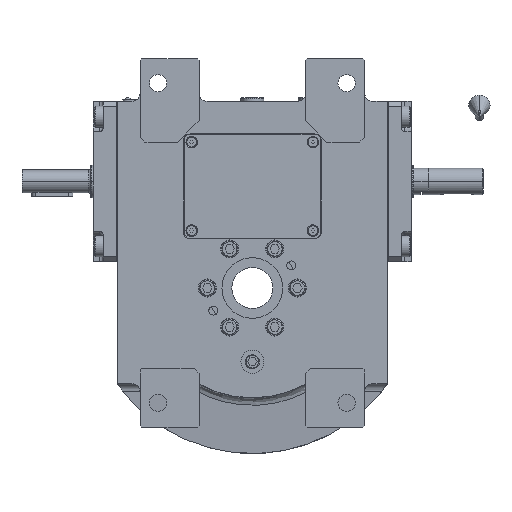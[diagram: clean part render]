
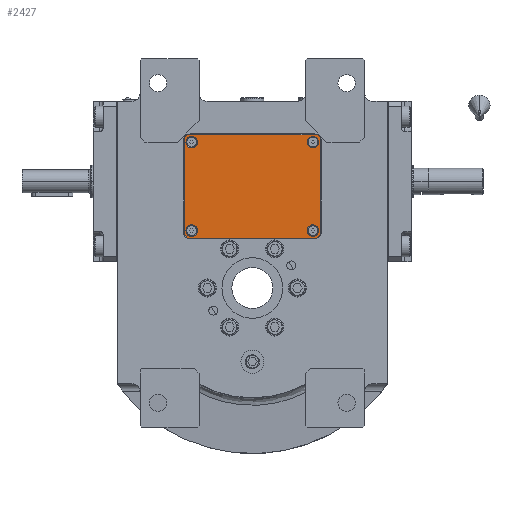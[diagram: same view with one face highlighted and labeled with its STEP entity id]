
A CAD part, front view. The second image highlights one B-rep face of the part: STEP entity #2427.
In plain terms, the highlighted face is planar.
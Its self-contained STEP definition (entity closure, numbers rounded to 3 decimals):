
#143 = ORIENTED_EDGE ( 'NONE', *, *, #27613, .F. ) ;
#1213 = DIRECTION ( 'NONE',  ( 0., 0., 1. ) ) ;
#1550 = VECTOR ( 'NONE', #53042, 1000. ) ;
#1698 = CARTESIAN_POINT ( 'NONE',  ( 39.5, 31.5, 3. ) ) ;
#2264 = FACE_OUTER_BOUND ( 'NONE', #33925, .T. ) ;
#2427 = ADVANCED_FACE ( 'NONE', ( #2264, #3648, #29664, #50771, #51813 ), #25098, .T. ) ;
#2586 = DIRECTION ( 'NONE',  ( 1., 0., 0. ) ) ;
#3139 = CARTESIAN_POINT ( 'NONE',  ( 33.5, -27., 3. ) ) ;
#3162 = CARTESIAN_POINT ( 'NONE',  ( -39.5, -31.5, 3. ) ) ;
#3648 = FACE_BOUND ( 'NONE', #42737, .T. ) ;
#3719 = ORIENTED_EDGE ( 'NONE', *, *, #32222, .T. ) ;
#4496 = LINE ( 'NONE', #26647, #53460 ) ;
#4874 = CARTESIAN_POINT ( 'NONE',  ( -40.5, 27., 3. ) ) ;
#5206 = VERTEX_POINT ( 'NONE', #1698 ) ;
#5243 = EDGE_CURVE ( 'NONE', #47363, #55444, #59825, .T. ) ;
#6834 = CARTESIAN_POINT ( 'NONE',  ( 37., 27., 3. ) ) ;
#7776 = ORIENTED_EDGE ( 'NONE', *, *, #64005, .T. ) ;
#7872 = DIRECTION ( 'NONE',  ( 1., 0., 0. ) ) ;
#8404 = LINE ( 'NONE', #44656, #22141 ) ;
#8534 = DIRECTION ( 'NONE',  ( 0., 0., 1. ) ) ;
#8718 = EDGE_CURVE ( 'NONE', #55444, #47363, #38070, .T. ) ;
#9320 = CIRCLE ( 'NONE', #18333, 3.5 ) ;
#10563 = CARTESIAN_POINT ( 'NONE',  ( -37., -27., 3. ) ) ;
#10954 = EDGE_CURVE ( 'NONE', #45390, #53188, #27178, .T. ) ;
#11155 = EDGE_CURVE ( 'NONE', #5206, #64009, #33283, .T. ) ;
#11613 = DIRECTION ( 'NONE',  ( 0., 0., 1. ) ) ;
#12886 = VERTEX_POINT ( 'NONE', #35279 ) ;
#12979 = VERTEX_POINT ( 'NONE', #32776 ) ;
#13122 = CARTESIAN_POINT ( 'NONE',  ( -41.5, -29.5, 3. ) ) ;
#13516 = CARTESIAN_POINT ( 'NONE',  ( 0., 0., 3. ) ) ;
#13561 = EDGE_LOOP ( 'NONE', ( #20977, #28226 ) ) ;
#17065 = VERTEX_POINT ( 'NONE', #37992 ) ;
#17070 = VERTEX_POINT ( 'NONE', #58749 ) ;
#17075 = EDGE_CURVE ( 'NONE', #17065, #40761, #64191, .T. ) ;
#17535 = CARTESIAN_POINT ( 'NONE',  ( 37., 27., 3. ) ) ;
#17746 = ORIENTED_EDGE ( 'NONE', *, *, #35167, .T. ) ;
#17894 = CARTESIAN_POINT ( 'NONE',  ( -37., 27., 3. ) ) ;
#18248 = AXIS2_PLACEMENT_3D ( 'NONE', #17535, #38972, #60440 ) ;
#18333 = AXIS2_PLACEMENT_3D ( 'NONE', #28941, #8534, #40553 ) ;
#18522 = ORIENTED_EDGE ( 'NONE', *, *, #59728, .F. ) ;
#18846 = VERTEX_POINT ( 'NONE', #4874 ) ;
#18922 = VECTOR ( 'NONE', #21923, 1000. ) ;
#19480 = DIRECTION ( 'NONE',  ( 0., 0., 1. ) ) ;
#20025 = ORIENTED_EDGE ( 'NONE', *, *, #67072, .T. ) ;
#20337 = DIRECTION ( 'NONE',  ( 0.707, -0.707, 0. ) ) ;
#20977 = ORIENTED_EDGE ( 'NONE', *, *, #10954, .F. ) ;
#21923 = DIRECTION ( 'NONE',  ( 0., -1., 0. ) ) ;
#22075 = EDGE_LOOP ( 'NONE', ( #43822, #18522 ) ) ;
#22141 = VECTOR ( 'NONE', #50945, 1000. ) ;
#22494 = CARTESIAN_POINT ( 'NONE',  ( -33.5, -27., 3. ) ) ;
#23215 = CARTESIAN_POINT ( 'NONE',  ( -39.5, -31.5, 3. ) ) ;
#24041 = LINE ( 'NONE', #60309, #45927 ) ;
#24850 = VERTEX_POINT ( 'NONE', #13122 ) ;
#25098 = PLANE ( 'NONE',  #30101 ) ;
#25622 = CARTESIAN_POINT ( 'NONE',  ( -39.5, 31.5, 3. ) ) ;
#26086 = AXIS2_PLACEMENT_3D ( 'NONE', #17894, #61472, #67089 ) ;
#26272 = EDGE_LOOP ( 'NONE', ( #143, #31109 ) ) ;
#26647 = CARTESIAN_POINT ( 'NONE',  ( -41.5, -29.5, 3. ) ) ;
#27178 = CIRCLE ( 'NONE', #58647, 3.5 ) ;
#27613 = EDGE_CURVE ( 'NONE', #40761, #17065, #35242, .T. ) ;
#28226 = ORIENTED_EDGE ( 'NONE', *, *, #53644, .F. ) ;
#28352 = DIRECTION ( 'NONE',  ( -1., 0., 0. ) ) ;
#28941 = CARTESIAN_POINT ( 'NONE',  ( -37., 27., 3. ) ) ;
#29313 = CARTESIAN_POINT ( 'NONE',  ( -37., -27., 3. ) ) ;
#29664 = FACE_BOUND ( 'NONE', #22075, .T. ) ;
#30101 = AXIS2_PLACEMENT_3D ( 'NONE', #13516, #19480, #7872 ) ;
#30562 = CIRCLE ( 'NONE', #26086, 3.5 ) ;
#30932 = EDGE_CURVE ( 'NONE', #12886, #12979, #8404, .T. ) ;
#31109 = ORIENTED_EDGE ( 'NONE', *, *, #17075, .F. ) ;
#31572 = CARTESIAN_POINT ( 'NONE',  ( -39.5, 31.5, 3. ) ) ;
#32222 = EDGE_CURVE ( 'NONE', #67052, #5206, #44408, .T. ) ;
#32290 = LINE ( 'NONE', #25622, #1550 ) ;
#32776 = CARTESIAN_POINT ( 'NONE',  ( 41.5, -29.5, 3. ) ) ;
#33283 = LINE ( 'NONE', #34311, #64271 ) ;
#33925 = EDGE_LOOP ( 'NONE', ( #62896, #3719, #65098, #17746, #20025, #7776, #53744, #47285 ) ) ;
#34055 = CARTESIAN_POINT ( 'NONE',  ( 33.5, 27., 3. ) ) ;
#34113 = CARTESIAN_POINT ( 'NONE',  ( 40.5, 27., 3. ) ) ;
#34311 = CARTESIAN_POINT ( 'NONE',  ( 39.5, 31.5, 3. ) ) ;
#35167 = EDGE_CURVE ( 'NONE', #64009, #17070, #32290, .T. ) ;
#35242 = CIRCLE ( 'NONE', #49843, 3.5 ) ;
#35279 = CARTESIAN_POINT ( 'NONE',  ( 39.5, -31.5, 3. ) ) ;
#37992 = CARTESIAN_POINT ( 'NONE',  ( -40.5, -27., 3. ) ) ;
#38070 = CIRCLE ( 'NONE', #52664, 3.5 ) ;
#38972 = DIRECTION ( 'NONE',  ( 0., 0., 1. ) ) ;
#40553 = DIRECTION ( 'NONE',  ( -1., 0., 0. ) ) ;
#40761 = VERTEX_POINT ( 'NONE', #22494 ) ;
#40794 = DIRECTION ( 'NONE',  ( 1., 0., 0. ) ) ;
#42274 = EDGE_CURVE ( 'NONE', #12979, #67052, #24041, .T. ) ;
#42327 = LINE ( 'NONE', #64136, #18922 ) ;
#42737 = EDGE_LOOP ( 'NONE', ( #57358, #54911 ) ) ;
#43822 = ORIENTED_EDGE ( 'NONE', *, *, #57378, .F. ) ;
#44399 = CARTESIAN_POINT ( 'NONE',  ( -33.5, 27., 3. ) ) ;
#44408 = LINE ( 'NONE', #54610, #60349 ) ;
#44455 = DIRECTION ( 'NONE',  ( 1., 0., 0. ) ) ;
#44656 = CARTESIAN_POINT ( 'NONE',  ( 39.5, -31.5, 3. ) ) ;
#45390 = VERTEX_POINT ( 'NONE', #69332 ) ;
#45702 = EDGE_CURVE ( 'NONE', #67682, #12886, #67524, .T. ) ;
#45927 = VECTOR ( 'NONE', #50762, 1000. ) ;
#47285 = ORIENTED_EDGE ( 'NONE', *, *, #30932, .T. ) ;
#47363 = VERTEX_POINT ( 'NONE', #34055 ) ;
#47698 = CARTESIAN_POINT ( 'NONE',  ( 37., -27., 3. ) ) ;
#48379 = VECTOR ( 'NONE', #40794, 1000. ) ;
#49843 = AXIS2_PLACEMENT_3D ( 'NONE', #29313, #1213, #44455 ) ;
#49920 = DIRECTION ( 'NONE',  ( 1., 0., 0. ) ) ;
#50415 = DIRECTION ( 'NONE',  ( 0., 0., 1. ) ) ;
#50762 = DIRECTION ( 'NONE',  ( 0., 1., 0. ) ) ;
#50771 = FACE_BOUND ( 'NONE', #13561, .T. ) ;
#50945 = DIRECTION ( 'NONE',  ( 0.707, 0.707, 0. ) ) ;
#51813 = FACE_BOUND ( 'NONE', #26272, .T. ) ;
#51825 = AXIS2_PLACEMENT_3D ( 'NONE', #10563, #11613, #59463 ) ;
#52503 = VERTEX_POINT ( 'NONE', #44399 ) ;
#52591 = CIRCLE ( 'NONE', #57130, 3.5 ) ;
#52609 = DIRECTION ( 'NONE',  ( 0., 0., 1. ) ) ;
#52664 = AXIS2_PLACEMENT_3D ( 'NONE', #6834, #50415, #2586 ) ;
#53042 = DIRECTION ( 'NONE',  ( -0.707, -0.707, 0. ) ) ;
#53188 = VERTEX_POINT ( 'NONE', #3139 ) ;
#53460 = VECTOR ( 'NONE', #20337, 1000. ) ;
#53644 = EDGE_CURVE ( 'NONE', #53188, #45390, #52591, .T. ) ;
#53744 = ORIENTED_EDGE ( 'NONE', *, *, #45702, .T. ) ;
#54610 = CARTESIAN_POINT ( 'NONE',  ( 41.5, 29.5, 3. ) ) ;
#54911 = ORIENTED_EDGE ( 'NONE', *, *, #5243, .F. ) ;
#55211 = DIRECTION ( 'NONE',  ( 0., 0., 1. ) ) ;
#55444 = VERTEX_POINT ( 'NONE', #34113 ) ;
#57130 = AXIS2_PLACEMENT_3D ( 'NONE', #47698, #52609, #57893 ) ;
#57358 = ORIENTED_EDGE ( 'NONE', *, *, #8718, .F. ) ;
#57378 = EDGE_CURVE ( 'NONE', #52503, #18846, #30562, .T. ) ;
#57893 = DIRECTION ( 'NONE',  ( -1., 0., 0. ) ) ;
#58647 = AXIS2_PLACEMENT_3D ( 'NONE', #59804, #55211, #49920 ) ;
#58749 = CARTESIAN_POINT ( 'NONE',  ( -41.5, 29.5, 3. ) ) ;
#59463 = DIRECTION ( 'NONE',  ( -1., 0., 0. ) ) ;
#59557 = CARTESIAN_POINT ( 'NONE',  ( 41.5, 29.5, 3. ) ) ;
#59728 = EDGE_CURVE ( 'NONE', #18846, #52503, #9320, .T. ) ;
#59804 = CARTESIAN_POINT ( 'NONE',  ( 37., -27., 3. ) ) ;
#59825 = CIRCLE ( 'NONE', #18248, 3.5 ) ;
#60309 = CARTESIAN_POINT ( 'NONE',  ( 41.5, -29.5, 3. ) ) ;
#60349 = VECTOR ( 'NONE', #65517, 1000. ) ;
#60440 = DIRECTION ( 'NONE',  ( -1., 0., 0. ) ) ;
#61472 = DIRECTION ( 'NONE',  ( 0., 0., 1. ) ) ;
#62896 = ORIENTED_EDGE ( 'NONE', *, *, #42274, .T. ) ;
#64005 = EDGE_CURVE ( 'NONE', #24850, #67682, #4496, .T. ) ;
#64009 = VERTEX_POINT ( 'NONE', #31572 ) ;
#64136 = CARTESIAN_POINT ( 'NONE',  ( -41.5, 29.5, 3. ) ) ;
#64191 = CIRCLE ( 'NONE', #51825, 3.5 ) ;
#64271 = VECTOR ( 'NONE', #28352, 1000. ) ;
#65098 = ORIENTED_EDGE ( 'NONE', *, *, #11155, .T. ) ;
#65517 = DIRECTION ( 'NONE',  ( -0.707, 0.707, 0. ) ) ;
#67052 = VERTEX_POINT ( 'NONE', #59557 ) ;
#67072 = EDGE_CURVE ( 'NONE', #17070, #24850, #42327, .T. ) ;
#67089 = DIRECTION ( 'NONE',  ( 1., 0., 0. ) ) ;
#67524 = LINE ( 'NONE', #3162, #48379 ) ;
#67682 = VERTEX_POINT ( 'NONE', #23215 ) ;
#69332 = CARTESIAN_POINT ( 'NONE',  ( 40.5, -27., 3. ) ) ;
